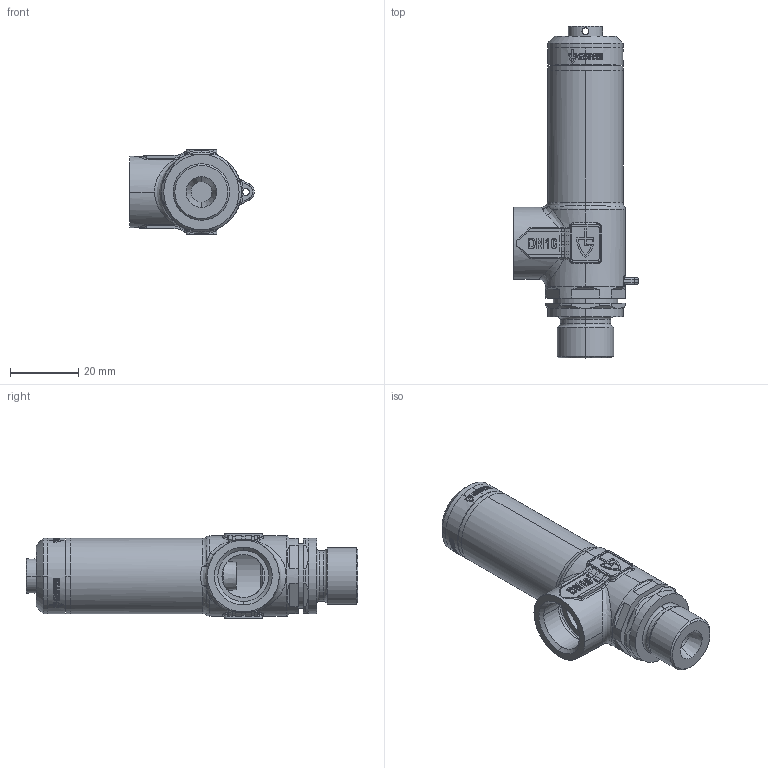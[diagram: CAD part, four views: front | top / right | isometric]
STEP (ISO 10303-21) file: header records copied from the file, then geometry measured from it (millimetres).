
FILE_DESCRIPTION (( 'STEP AP214' ), '1' );
FILE_NAME ('2400tGFO-10-m+f-10+10.STEP', '2016-02-29T14:14:26', ( '' ), ( '' ), 'SwSTEP 2.0', 'SolidWorks 2014', '' );
FILE_SCHEMA (( 'AUTOMOTIVE_DESIGN' ));
Length unit declared in the file: millimetre
Products named in the file (1): 2400tGFO-10-m+f-10+10
Bounding box: 36.5 x 97 x 24.6 mm (x, y, z)
Volume: 22072.3 mm3; surface area: 17564.9 mm2
Topology: 6 solids, 6 shells, 621 faces, 1917 edges, 1400 vertices
Faces by surface type: cylinder 228, plane 221, bspline 81, torus 49, cone 36, sphere 6
Entity records: 34701 total; most frequent: CARTESIAN_POINT 10609, ORIENTED_EDGE 3826, DIRECTION 3349, EDGE_CURVE 1913, VERTEX_POINT 1400, AXIS2_PLACEMENT_3D 1252, VECTOR 845, LINE 845
